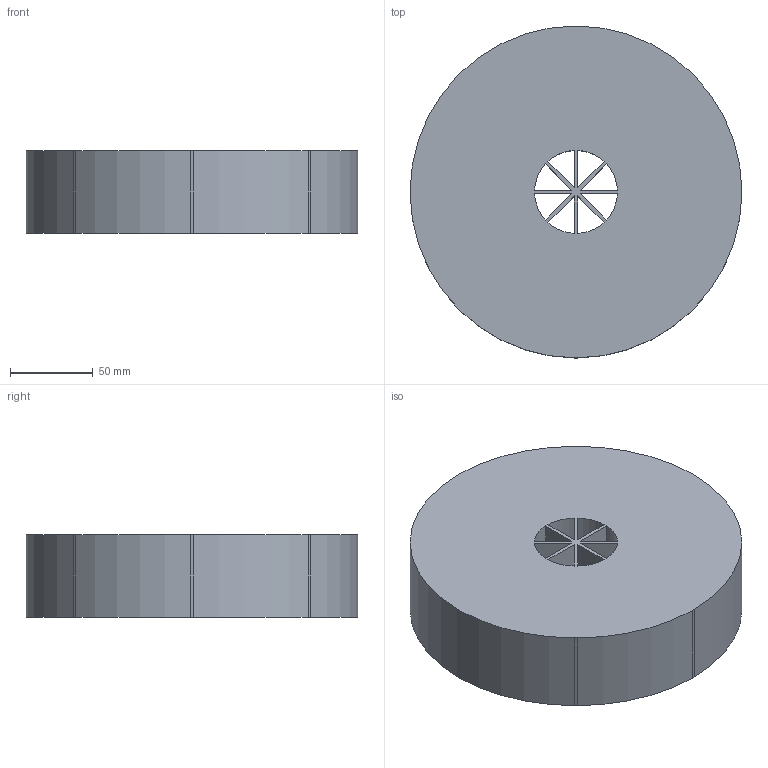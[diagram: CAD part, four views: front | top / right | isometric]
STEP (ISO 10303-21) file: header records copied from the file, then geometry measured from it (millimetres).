
FILE_DESCRIPTION(('Open CASCADE Model'),'2;1');
FILE_NAME('Open CASCADE Shape Model','2024-05-25T18:36:36',('Author'),( 'Open CASCADE'),'Open CASCADE STEP processor 7.7','Open CASCADE 7.7' ,'Unknown');
FILE_SCHEMA(('AUTOMOTIVE_DESIGN { 1 0 10303 214 1 1 1 1 }'));
Length unit declared in the file: millimetre
Products named in the file (1): Open CASCADE STEP translator 7.7 38
Bounding box: 200 x 200 x 50 mm (x, y, z)
Volume: 1491651.9 mm3; surface area: 116192.4 mm2
Topology: 1 solids, 1 shells, 58 faces, 168 edges, 112 vertices
Faces by surface type: plane 42, cylinder 16
Entity records: 4074 total; most frequent: CARTESIAN_POINT 803, DIRECTION 566, LINE 360, VECTOR 360, ORIENTED_EDGE 336, PCURVE 336, DEFINITIONAL_REPRESENTATION 336, EDGE_CURVE 168
